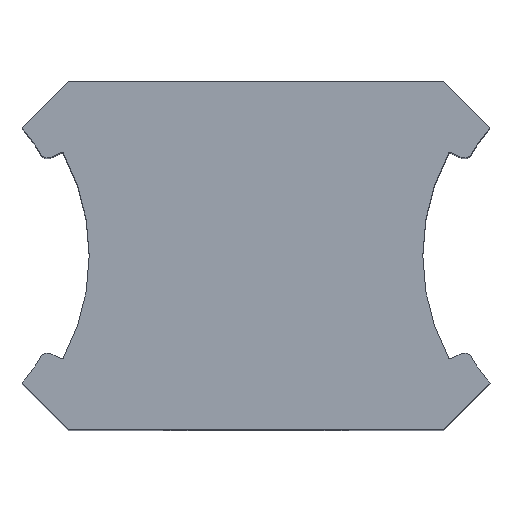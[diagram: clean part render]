
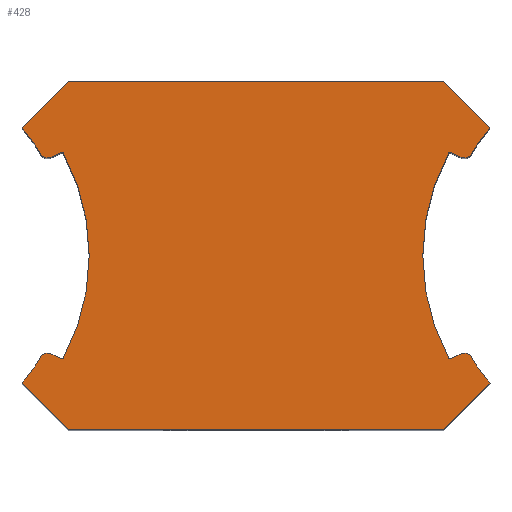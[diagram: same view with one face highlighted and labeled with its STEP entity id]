
A CAD part, top view. The second image highlights one B-rep face of the part: STEP entity #428.
In plain terms, the highlighted planar face has unit normal (0, 0, 1).
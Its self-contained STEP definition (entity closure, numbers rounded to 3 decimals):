
#84=CARTESIAN_POINT('',(27.702,17.917,37.0));
#85=VERTEX_POINT('',#84);
#92=CARTESIAN_POINT('',(27.571,17.874,37.0));
#93=VERTEX_POINT('',#92);
#94=CARTESIAN_POINT('',(27.66,17.826,37.0));
#95=DIRECTION('',(0.0,0.0,-1.0));
#96=DIRECTION('',(-0.881,0.473,0.0));
#97=AXIS2_PLACEMENT_3D('',#94,#95,#96);
#98=CIRCLE('',#97,0.1);
#99=EDGE_CURVE('',#93,#85,#98,.T.);
#123=CARTESIAN_POINT('',(27.845,17.85,37.0));
#124=VERTEX_POINT('',#123);
#131=CARTESIAN_POINT('',(27.702,17.917,37.0));
#132=DIRECTION('',(0.906,-0.423,0.0));
#133=VECTOR('',#132,0.158);
#134=LINE('',#131,#133);
#135=EDGE_CURVE('',#85,#124,#134,.T.);
#157=CARTESIAN_POINT('',(27.572,4.625,37.0));
#158=VERTEX_POINT('',#157);
#165=CARTESIAN_POINT('',(27.703,4.582,37.0));
#166=VERTEX_POINT('',#165);
#167=CARTESIAN_POINT('',(27.66,4.672,37.0));
#168=DIRECTION('',(0.0,0.0,-1.0));
#169=DIRECTION('',(0.423,-0.906,0.0));
#170=AXIS2_PLACEMENT_3D('',#167,#168,#169);
#171=CIRCLE('',#170,0.1);
#172=EDGE_CURVE('',#166,#158,#171,.T.);
#198=CARTESIAN_POINT('',(27.875,17.838,37.0));
#199=VERTEX_POINT('',#198);
#206=CARTESIAN_POINT('',(27.748,17.566,37.0));
#207=DIRECTION('',(0.0,0.0,-1.0));
#208=DIRECTION('',(-0.887,0.461,0.0));
#209=AXIS2_PLACEMENT_3D('',#206,#207,#208);
#210=CIRCLE('',#209,0.3);
#211=EDGE_CURVE('',#124,#199,#210,.T.);
#216=CARTESIAN_POINT('',(15.125,11.25,37.0));
#217=DIRECTION('',(0.0,0.0,1.0));
#218=DIRECTION('',(1.0,0.0,0.0));
#219=AXIS2_PLACEMENT_3D('',#216,#217,#218);
#220=PLANE('',#219);
#221=CARTESIAN_POINT('',(39.905,11.25,37.0));
#222=DIRECTION('',(0.0,0.0,-1.0));
#223=DIRECTION('',(-0.881,-0.473,0.0));
#224=AXIS2_PLACEMENT_3D('',#221,#222,#223);
#225=CIRCLE('',#224,14.);
#226=EDGE_CURVE('',#158,#93,#225,.T.);
#227=ORIENTED_EDGE('',*,*,#226,.T.);
#228=ORIENTED_EDGE('',*,*,#99,.T.);
#229=ORIENTED_EDGE('',*,*,#135,.T.);
#230=ORIENTED_EDGE('',*,*,#211,.T.);
#231=CARTESIAN_POINT('',(28.383,17.601,37.0));
#232=VERTEX_POINT('',#231);
#233=CARTESIAN_POINT('',(28.383,17.601,37.0));
#234=DIRECTION('',(-0.906,0.423,0.0));
#235=VECTOR('',#234,0.56);
#236=LINE('',#233,#235);
#237=EDGE_CURVE('',#232,#199,#236,.T.);
#238=ORIENTED_EDGE('',*,*,#237,.F.);
#239=CARTESIAN_POINT('',(29.023,17.797,37.0));
#240=VERTEX_POINT('',#239);
#241=CARTESIAN_POINT('',(28.594,18.054,37.0));
#242=DIRECTION('',(0.0,0.0,-1.0));
#243=DIRECTION('',(-0.857,0.515,0.0));
#244=AXIS2_PLACEMENT_3D('',#241,#242,#243);
#245=CIRCLE('',#244,0.5);
#246=EDGE_CURVE('',#240,#232,#245,.T.);
#247=ORIENTED_EDGE('',*,*,#246,.F.);
#248=CARTESIAN_POINT('',(30.25,19.5,37.0));
#249=VERTEX_POINT('',#248);
#250=CARTESIAN_POINT('',(39.905,11.25,37.0));
#251=DIRECTION('',(0.0,0.0,1.0));
#252=DIRECTION('',(1.0,0.0,0.0));
#253=AXIS2_PLACEMENT_3D('',#250,#251,#252);
#254=CIRCLE('',#253,12.7);
#255=EDGE_CURVE('',#249,#240,#254,.T.);
#256=ORIENTED_EDGE('',*,*,#255,.F.);
#257=CARTESIAN_POINT('',(27.25,22.5,37.0));
#258=VERTEX_POINT('',#257);
#259=CARTESIAN_POINT('',(27.25,22.5,37.0));
#260=DIRECTION('',(0.707,-0.707,0.0));
#261=VECTOR('',#260,4.243);
#262=LINE('',#259,#261);
#263=EDGE_CURVE('',#258,#249,#262,.T.);
#264=ORIENTED_EDGE('',*,*,#263,.F.);
#265=CARTESIAN_POINT('',(3.,22.5,37.0));
#266=VERTEX_POINT('',#265);
#267=CARTESIAN_POINT('',(27.25,22.5,37.0));
#268=DIRECTION('',(-1.0,0.0,0.0));
#269=VECTOR('',#268,24.25);
#270=LINE('',#267,#269);
#271=EDGE_CURVE('',#258,#266,#270,.T.);
#272=ORIENTED_EDGE('',*,*,#271,.T.);
#273=CARTESIAN_POINT('',(0.,19.5,37.0));
#274=VERTEX_POINT('',#273);
#275=CARTESIAN_POINT('',(0.,19.5,37.0));
#276=DIRECTION('',(0.707,0.707,0.0));
#277=VECTOR('',#276,4.243);
#278=LINE('',#275,#277);
#279=EDGE_CURVE('',#274,#266,#278,.T.);
#280=ORIENTED_EDGE('',*,*,#279,.F.);
#281=CARTESIAN_POINT('',(1.227,17.797,37.0));
#282=VERTEX_POINT('',#281);
#283=CARTESIAN_POINT('',(-9.655,11.25,37.0));
#284=DIRECTION('',(0.0,0.0,-1.0));
#285=DIRECTION('',(-1.0,0.0,0.0));
#286=AXIS2_PLACEMENT_3D('',#283,#284,#285);
#287=CIRCLE('',#286,12.7);
#288=EDGE_CURVE('',#274,#282,#287,.T.);
#289=ORIENTED_EDGE('',*,*,#288,.T.);
#290=CARTESIAN_POINT('',(1.867,17.601,37.0));
#291=VERTEX_POINT('',#290);
#292=CARTESIAN_POINT('',(1.656,18.054,37.0));
#293=DIRECTION('',(0.0,0.0,1.0));
#294=DIRECTION('',(0.857,0.515,0.0));
#295=AXIS2_PLACEMENT_3D('',#292,#293,#294);
#296=CIRCLE('',#295,0.5);
#297=EDGE_CURVE('',#282,#291,#296,.T.);
#298=ORIENTED_EDGE('',*,*,#297,.T.);
#299=CARTESIAN_POINT('',(2.375,17.838,37.0));
#300=VERTEX_POINT('',#299);
#301=CARTESIAN_POINT('',(1.867,17.601,37.0));
#302=DIRECTION('',(0.906,0.423,0.0));
#303=VECTOR('',#302,0.56);
#304=LINE('',#301,#303);
#305=EDGE_CURVE('',#291,#300,#304,.T.);
#306=ORIENTED_EDGE('',*,*,#305,.T.);
#307=CARTESIAN_POINT('',(2.405,17.85,37.0));
#308=VERTEX_POINT('',#307);
#309=CARTESIAN_POINT('',(2.502,17.566,37.0));
#310=DIRECTION('',(0.0,0.0,-1.0));
#311=DIRECTION('',(0.887,0.461,0.0));
#312=AXIS2_PLACEMENT_3D('',#309,#310,#311);
#313=CIRCLE('',#312,0.3);
#314=EDGE_CURVE('',#300,#308,#313,.T.);
#315=ORIENTED_EDGE('',*,*,#314,.T.);
#316=CARTESIAN_POINT('',(2.548,17.917,37.0));
#317=VERTEX_POINT('',#316);
#318=CARTESIAN_POINT('',(2.405,17.85,37.0));
#319=DIRECTION('',(0.906,0.423,0.0));
#320=VECTOR('',#319,0.158);
#321=LINE('',#318,#320);
#322=EDGE_CURVE('',#308,#317,#321,.T.);
#323=ORIENTED_EDGE('',*,*,#322,.T.);
#324=CARTESIAN_POINT('',(2.679,17.874,37.0));
#325=VERTEX_POINT('',#324);
#326=CARTESIAN_POINT('',(2.59,17.826,37.0));
#327=DIRECTION('',(0.0,0.0,-1.0));
#328=DIRECTION('',(0.881,0.473,0.0));
#329=AXIS2_PLACEMENT_3D('',#326,#327,#328);
#330=CIRCLE('',#329,0.1);
#331=EDGE_CURVE('',#317,#325,#330,.T.);
#332=ORIENTED_EDGE('',*,*,#331,.T.);
#333=CARTESIAN_POINT('',(2.678,4.625,37.0));
#334=VERTEX_POINT('',#333);
#335=CARTESIAN_POINT('',(-9.655,11.25,37.0));
#336=DIRECTION('',(0.0,0.0,-1.0));
#337=DIRECTION('',(0.881,-0.473,0.0));
#338=AXIS2_PLACEMENT_3D('',#335,#336,#337);
#339=CIRCLE('',#338,14.0);
#340=EDGE_CURVE('',#325,#334,#339,.T.);
#341=ORIENTED_EDGE('',*,*,#340,.T.);
#342=CARTESIAN_POINT('',(2.547,4.582,37.0));
#343=VERTEX_POINT('',#342);
#344=CARTESIAN_POINT('',(2.59,4.672,37.0));
#345=DIRECTION('',(0.0,0.0,-1.0));
#346=DIRECTION('',(-0.423,-0.906,0.0));
#347=AXIS2_PLACEMENT_3D('',#344,#345,#346);
#348=CIRCLE('',#347,0.1);
#349=EDGE_CURVE('',#334,#343,#348,.T.);
#350=ORIENTED_EDGE('',*,*,#349,.T.);
#351=CARTESIAN_POINT('',(1.867,4.899,37.0));
#352=VERTEX_POINT('',#351);
#353=CARTESIAN_POINT('',(2.547,4.582,37.0));
#354=DIRECTION('',(-0.906,0.423,0.0));
#355=VECTOR('',#354,0.751);
#356=LINE('',#353,#355);
#357=EDGE_CURVE('',#343,#352,#356,.T.);
#358=ORIENTED_EDGE('',*,*,#357,.T.);
#359=CARTESIAN_POINT('',(1.227,4.703,37.0));
#360=VERTEX_POINT('',#359);
#361=CARTESIAN_POINT('',(1.656,4.446,37.0));
#362=DIRECTION('',(0.0,0.0,1.0));
#363=DIRECTION('',(-0.423,-0.906,0.0));
#364=AXIS2_PLACEMENT_3D('',#361,#362,#363);
#365=CIRCLE('',#364,0.5);
#366=EDGE_CURVE('',#352,#360,#365,.T.);
#367=ORIENTED_EDGE('',*,*,#366,.T.);
#368=CARTESIAN_POINT('',(0.,3.,37.0));
#369=VERTEX_POINT('',#368);
#370=CARTESIAN_POINT('',(-9.655,11.25,37.0));
#371=DIRECTION('',(0.0,0.0,-1.0));
#372=DIRECTION('',(-1.0,0.0,0.0));
#373=AXIS2_PLACEMENT_3D('',#370,#371,#372);
#374=CIRCLE('',#373,12.7);
#375=EDGE_CURVE('',#360,#369,#374,.T.);
#376=ORIENTED_EDGE('',*,*,#375,.T.);
#377=CARTESIAN_POINT('',(3.,0.0,37.0));
#378=VERTEX_POINT('',#377);
#379=CARTESIAN_POINT('',(3.0,0.,37.0));
#380=DIRECTION('',(-0.707,0.707,0.0));
#381=VECTOR('',#380,4.243);
#382=LINE('',#379,#381);
#383=EDGE_CURVE('',#378,#369,#382,.T.);
#384=ORIENTED_EDGE('',*,*,#383,.F.);
#385=CARTESIAN_POINT('',(27.25,0.0,37.0));
#386=VERTEX_POINT('',#385);
#387=CARTESIAN_POINT('',(3.,0.0,37.0));
#388=DIRECTION('',(1.0,0.0,0.0));
#389=VECTOR('',#388,24.25);
#390=LINE('',#387,#389);
#391=EDGE_CURVE('',#378,#386,#390,.T.);
#392=ORIENTED_EDGE('',*,*,#391,.T.);
#393=CARTESIAN_POINT('',(30.25,3.,37.0));
#394=VERTEX_POINT('',#393);
#395=CARTESIAN_POINT('',(30.25,3.,37.0));
#396=DIRECTION('',(-0.707,-0.707,0.0));
#397=VECTOR('',#396,4.243);
#398=LINE('',#395,#397);
#399=EDGE_CURVE('',#394,#386,#398,.T.);
#400=ORIENTED_EDGE('',*,*,#399,.F.);
#401=CARTESIAN_POINT('',(29.023,4.703,37.0));
#402=VERTEX_POINT('',#401);
#403=CARTESIAN_POINT('',(39.905,11.25,37.0));
#404=DIRECTION('',(0.0,0.0,1.0));
#405=DIRECTION('',(1.0,0.0,0.0));
#406=AXIS2_PLACEMENT_3D('',#403,#404,#405);
#407=CIRCLE('',#406,12.7);
#408=EDGE_CURVE('',#402,#394,#407,.T.);
#409=ORIENTED_EDGE('',*,*,#408,.F.);
#410=CARTESIAN_POINT('',(28.383,4.899,37.0));
#411=VERTEX_POINT('',#410);
#412=CARTESIAN_POINT('',(28.594,4.446,37.0));
#413=DIRECTION('',(0.0,0.0,-1.0));
#414=DIRECTION('',(0.423,-0.906,0.0));
#415=AXIS2_PLACEMENT_3D('',#412,#413,#414);
#416=CIRCLE('',#415,0.5);
#417=EDGE_CURVE('',#411,#402,#416,.T.);
#418=ORIENTED_EDGE('',*,*,#417,.F.);
#419=CARTESIAN_POINT('',(28.383,4.899,37.0));
#420=DIRECTION('',(-0.906,-0.423,0.0));
#421=VECTOR('',#420,0.751);
#422=LINE('',#419,#421);
#423=EDGE_CURVE('',#411,#166,#422,.T.);
#424=ORIENTED_EDGE('',*,*,#423,.T.);
#425=ORIENTED_EDGE('',*,*,#172,.T.);
#426=EDGE_LOOP('',(#227,#228,#229,#230,#238,#247,#256,#264,#272,#280,#289,#298,#306,#315,#323,#332,#341,#350,#358,#367,#376,#384,#392,#400,#409,#418,#424,#425));
#427=FACE_OUTER_BOUND('',#426,.T.);
#428=ADVANCED_FACE('',(#427),#220,.T.);
